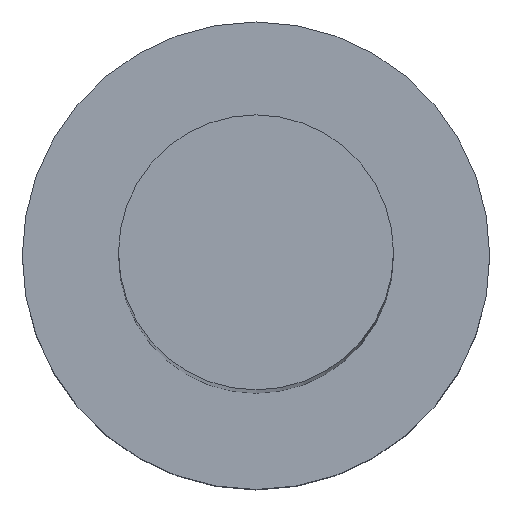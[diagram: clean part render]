
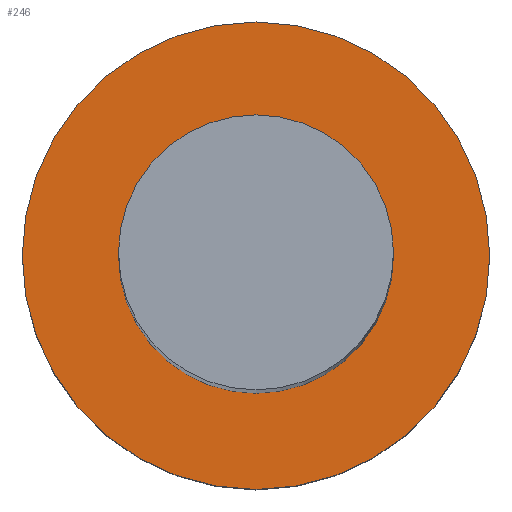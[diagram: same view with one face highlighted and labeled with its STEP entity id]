
A CAD part, top view. The second image highlights one B-rep face of the part: STEP entity #246.
In plain terms, the highlighted planar face has unit normal (0, 0, 1).
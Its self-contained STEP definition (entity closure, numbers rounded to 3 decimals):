
#3 = DIRECTION ( 'NONE',  ( 1., 0., 0. ) ) ;
#17 = EDGE_CURVE ( 'NONE', #68, #309, #119, .T. ) ;
#24 = AXIS2_PLACEMENT_3D ( 'NONE', #204, #310, #253 ) ;
#26 = EDGE_CURVE ( 'NONE', #260, #153, #293, .T. ) ;
#30 = CARTESIAN_POINT ( 'NONE',  ( 2.5, 0., 0. ) ) ;
#40 = ORIENTED_EDGE ( 'NONE', *, *, #104, .F. ) ;
#45 = EDGE_LOOP ( 'NONE', ( #261, #162 ) ) ;
#68 = VERTEX_POINT ( 'NONE', #30 ) ;
#69 = CIRCLE ( 'NONE', #240, 4.25 ) ;
#71 = DIRECTION ( 'NONE',  ( -1., 0., 0. ) ) ;
#84 = CARTESIAN_POINT ( 'NONE',  ( -4.25, 0., 0. ) ) ;
#89 = ORIENTED_EDGE ( 'NONE', *, *, #17, .F. ) ;
#96 = CIRCLE ( 'NONE', #103, 2.5 ) ;
#99 = CARTESIAN_POINT ( 'NONE',  ( 4.25, 0., 0. ) ) ;
#100 = EDGE_CURVE ( 'NONE', #153, #260, #69, .T. ) ;
#103 = AXIS2_PLACEMENT_3D ( 'NONE', #236, #114, #3 ) ;
#104 = EDGE_CURVE ( 'NONE', #309, #68, #96, .T. ) ;
#112 = CARTESIAN_POINT ( 'NONE',  ( 0., 0., 0. ) ) ;
#114 = DIRECTION ( 'NONE',  ( 0., 0., 1. ) ) ;
#119 = CIRCLE ( 'NONE', #124, 2.5 ) ;
#124 = AXIS2_PLACEMENT_3D ( 'NONE', #164, #228, #206 ) ;
#137 = DIRECTION ( 'NONE',  ( 0., 0., 1. ) ) ;
#148 = DIRECTION ( 'NONE',  ( -1., 0., 0. ) ) ;
#150 = FACE_BOUND ( 'NONE', #187, .T. ) ;
#153 = VERTEX_POINT ( 'NONE', #99 ) ;
#159 = CARTESIAN_POINT ( 'NONE',  ( 0., 0., 0. ) ) ;
#162 = ORIENTED_EDGE ( 'NONE', *, *, #100, .T. ) ;
#164 = CARTESIAN_POINT ( 'NONE',  ( 0., 0., 0. ) ) ;
#167 = CARTESIAN_POINT ( 'NONE',  ( -2.5, 0., 0. ) ) ;
#187 = EDGE_LOOP ( 'NONE', ( #89, #40 ) ) ;
#199 = PLANE ( 'NONE',  #24 ) ;
#204 = CARTESIAN_POINT ( 'NONE',  ( 0., 0., 0. ) ) ;
#206 = DIRECTION ( 'NONE',  ( 1., 0., 0. ) ) ;
#216 = DIRECTION ( 'NONE',  ( 0., 0., 1. ) ) ;
#228 = DIRECTION ( 'NONE',  ( 0., 0., 1. ) ) ;
#234 = AXIS2_PLACEMENT_3D ( 'NONE', #159, #137, #71 ) ;
#236 = CARTESIAN_POINT ( 'NONE',  ( 0., 0., 0. ) ) ;
#240 = AXIS2_PLACEMENT_3D ( 'NONE', #112, #216, #148 ) ;
#244 = FACE_OUTER_BOUND ( 'NONE', #45, .T. ) ;
#246 = ADVANCED_FACE ( 'NONE', ( #150, #244 ), #199, .T. ) ;
#253 = DIRECTION ( 'NONE',  ( 1., 0., 0. ) ) ;
#260 = VERTEX_POINT ( 'NONE', #84 ) ;
#261 = ORIENTED_EDGE ( 'NONE', *, *, #26, .T. ) ;
#293 = CIRCLE ( 'NONE', #234, 4.25 ) ;
#309 = VERTEX_POINT ( 'NONE', #167 ) ;
#310 = DIRECTION ( 'NONE',  ( 0., 0., 1. ) ) ;
